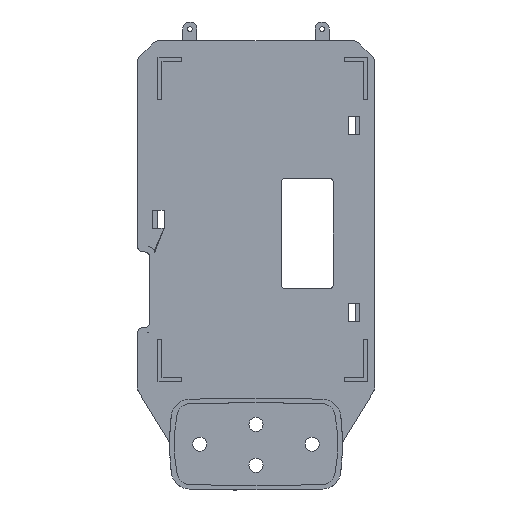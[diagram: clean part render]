
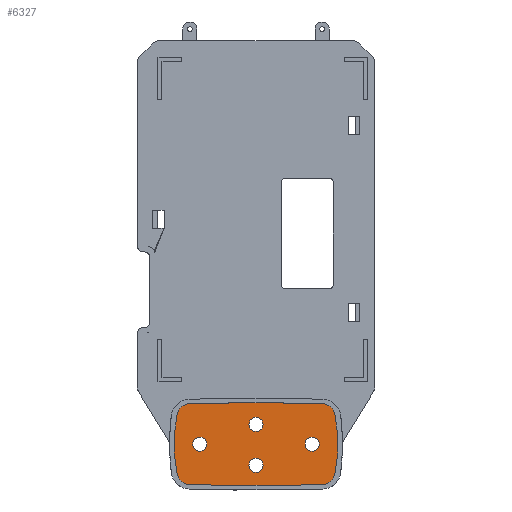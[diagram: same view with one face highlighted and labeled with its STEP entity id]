
A CAD part, top view. The second image highlights one B-rep face of the part: STEP entity #6327.
In plain terms, the highlighted planar face has unit normal (0, 0, 1).
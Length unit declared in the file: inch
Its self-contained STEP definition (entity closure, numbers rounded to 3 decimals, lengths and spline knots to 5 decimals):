
#103=FACE_BOUND('',#725,.T.);
#104=FACE_BOUND('',#726,.T.);
#105=FACE_BOUND('',#727,.T.);
#106=FACE_BOUND('',#728,.T.);
#137=PLANE('',#6831);
#328=FACE_OUTER_BOUND('',#724,.T.);
#724=EDGE_LOOP('',(#4434,#4435,#4436,#4437,#4438,#4439,#4440,#4441));
#725=EDGE_LOOP('',(#4442,#4443));
#726=EDGE_LOOP('',(#4444,#4445));
#727=EDGE_LOOP('',(#4446,#4447));
#728=EDGE_LOOP('',(#4448,#4449));
#2258=CIRCLE('',#6714,0.09375);
#2259=CIRCLE('',#6715,0.09375);
#2262=CIRCLE('',#6719,0.09375);
#2263=CIRCLE('',#6720,0.09375);
#2266=CIRCLE('',#6724,0.09375);
#2267=CIRCLE('',#6725,0.09375);
#2270=CIRCLE('',#6729,0.09375);
#2271=CIRCLE('',#6730,0.09375);
#2276=CIRCLE('',#6737,2.);
#2306=CIRCLE('',#6771,30.92357);
#2308=CIRCLE('',#6774,2.);
#2312=CIRCLE('',#6780,30.92357);
#2316=CIRCLE('',#6786,0.18);
#2318=CIRCLE('',#6789,0.18);
#2320=CIRCLE('',#6792,0.18);
#2322=CIRCLE('',#6795,0.18);
#2638=VERTEX_POINT('',#9613);
#2639=VERTEX_POINT('',#9615);
#2642=VERTEX_POINT('',#9623);
#2643=VERTEX_POINT('',#9625);
#2646=VERTEX_POINT('',#9633);
#2647=VERTEX_POINT('',#9635);
#2650=VERTEX_POINT('',#9643);
#2651=VERTEX_POINT('',#9645);
#2658=VERTEX_POINT('',#9663);
#2659=VERTEX_POINT('',#9664);
#2746=VERTEX_POINT('',#9843);
#2747=VERTEX_POINT('',#9845);
#2750=VERTEX_POINT('',#9852);
#2751=VERTEX_POINT('',#9854);
#2758=VERTEX_POINT('',#9870);
#2759=VERTEX_POINT('',#9872);
#3243=EDGE_CURVE('',#2638,#2639,#2258,.T.);
#3244=EDGE_CURVE('',#2639,#2638,#2259,.T.);
#3248=EDGE_CURVE('',#2642,#2643,#2262,.T.);
#3249=EDGE_CURVE('',#2643,#2642,#2263,.T.);
#3253=EDGE_CURVE('',#2646,#2647,#2266,.T.);
#3254=EDGE_CURVE('',#2647,#2646,#2267,.T.);
#3258=EDGE_CURVE('',#2650,#2651,#2270,.T.);
#3259=EDGE_CURVE('',#2651,#2650,#2271,.T.);
#3267=EDGE_CURVE('',#2658,#2659,#2276,.T.);
#3356=EDGE_CURVE('',#2746,#2747,#2306,.T.);
#3360=EDGE_CURVE('',#2751,#2750,#2308,.T.);
#3368=EDGE_CURVE('',#2758,#2759,#2312,.T.);
#3375=EDGE_CURVE('',#2759,#2750,#2316,.T.);
#3377=EDGE_CURVE('',#2751,#2746,#2318,.T.);
#3379=EDGE_CURVE('',#2747,#2659,#2320,.T.);
#3381=EDGE_CURVE('',#2658,#2758,#2322,.T.);
#4434=ORIENTED_EDGE('',*,*,#3267,.T.);
#4435=ORIENTED_EDGE('',*,*,#3379,.F.);
#4436=ORIENTED_EDGE('',*,*,#3356,.F.);
#4437=ORIENTED_EDGE('',*,*,#3377,.F.);
#4438=ORIENTED_EDGE('',*,*,#3360,.T.);
#4439=ORIENTED_EDGE('',*,*,#3375,.F.);
#4440=ORIENTED_EDGE('',*,*,#3368,.F.);
#4441=ORIENTED_EDGE('',*,*,#3381,.F.);
#4442=ORIENTED_EDGE('',*,*,#3244,.F.);
#4443=ORIENTED_EDGE('',*,*,#3243,.F.);
#4444=ORIENTED_EDGE('',*,*,#3249,.F.);
#4445=ORIENTED_EDGE('',*,*,#3248,.F.);
#4446=ORIENTED_EDGE('',*,*,#3254,.F.);
#4447=ORIENTED_EDGE('',*,*,#3253,.F.);
#4448=ORIENTED_EDGE('',*,*,#3259,.F.);
#4449=ORIENTED_EDGE('',*,*,#3258,.F.);
#6327=ADVANCED_FACE('',(#328,#103,#104,#105,#106),#137,.T.);
#6714=AXIS2_PLACEMENT_3D('',#9616,#7500,#7501);
#6715=AXIS2_PLACEMENT_3D('',#9617,#7502,#7503);
#6719=AXIS2_PLACEMENT_3D('',#9626,#7511,#7512);
#6720=AXIS2_PLACEMENT_3D('',#9627,#7513,#7514);
#6724=AXIS2_PLACEMENT_3D('',#9636,#7522,#7523);
#6725=AXIS2_PLACEMENT_3D('',#9637,#7524,#7525);
#6729=AXIS2_PLACEMENT_3D('',#9646,#7533,#7534);
#6730=AXIS2_PLACEMENT_3D('',#9647,#7535,#7536);
#6737=AXIS2_PLACEMENT_3D('',#9665,#7552,#7553);
#6771=AXIS2_PLACEMENT_3D('',#9846,#7679,#7680);
#6774=AXIS2_PLACEMENT_3D('',#9855,#7687,#7688);
#6780=AXIS2_PLACEMENT_3D('',#9873,#7703,#7704);
#6786=AXIS2_PLACEMENT_3D('',#9887,#7718,#7719);
#6789=AXIS2_PLACEMENT_3D('',#9890,#7724,#7725);
#6792=AXIS2_PLACEMENT_3D('',#9893,#7730,#7731);
#6795=AXIS2_PLACEMENT_3D('',#9896,#7736,#7737);
#6831=AXIS2_PLACEMENT_3D('',#10012,#7848,#7849);
#7500=DIRECTION('center_axis',(0.,0.,1.));
#7501=DIRECTION('ref_axis',(1.,0.,0.));
#7502=DIRECTION('center_axis',(0.,0.,1.));
#7503=DIRECTION('ref_axis',(1.,0.,0.));
#7511=DIRECTION('center_axis',(0.,0.,1.));
#7512=DIRECTION('ref_axis',(1.,0.,0.));
#7513=DIRECTION('center_axis',(0.,0.,1.));
#7514=DIRECTION('ref_axis',(1.,0.,0.));
#7522=DIRECTION('center_axis',(0.,0.,1.));
#7523=DIRECTION('ref_axis',(1.,0.,0.));
#7524=DIRECTION('center_axis',(0.,0.,1.));
#7525=DIRECTION('ref_axis',(1.,0.,0.));
#7533=DIRECTION('center_axis',(0.,0.,1.));
#7534=DIRECTION('ref_axis',(1.,0.,0.));
#7535=DIRECTION('center_axis',(0.,0.,1.));
#7536=DIRECTION('ref_axis',(1.,0.,0.));
#7552=DIRECTION('center_axis',(0.,0.,1.));
#7553=DIRECTION('ref_axis',(1.,0.,0.));
#7679=DIRECTION('center_axis',(0.,0.,-1.));
#7680=DIRECTION('ref_axis',(1.,0.,0.));
#7687=DIRECTION('center_axis',(0.,0.,1.));
#7688=DIRECTION('ref_axis',(1.,0.,0.));
#7703=DIRECTION('center_axis',(0.,0.,-1.));
#7704=DIRECTION('ref_axis',(1.,0.,0.));
#7718=DIRECTION('center_axis',(0.,0.,-1.));
#7719=DIRECTION('ref_axis',(1.,0.,0.));
#7724=DIRECTION('center_axis',(0.,0.,-1.));
#7725=DIRECTION('ref_axis',(1.,0.,0.));
#7730=DIRECTION('center_axis',(0.,0.,-1.));
#7731=DIRECTION('ref_axis',(1.,0.,0.));
#7736=DIRECTION('center_axis',(0.,0.,-1.));
#7737=DIRECTION('ref_axis',(1.,0.,0.));
#7848=DIRECTION('center_axis',(0.,0.,1.));
#7849=DIRECTION('ref_axis',(1.,0.,0.));
#9613=CARTESIAN_POINT('',(-0.09375,-2.11372,0.156));
#9615=CARTESIAN_POINT('',(0.09375,-2.11372,0.156));
#9616=CARTESIAN_POINT('Origin',(0.,-2.11372,
0.156));
#9617=CARTESIAN_POINT('Origin',(0.,-2.11372,
0.156));
#9623=CARTESIAN_POINT('',(-0.09375,-2.65572,0.156));
#9625=CARTESIAN_POINT('',(0.09375,-2.65572,0.156));
#9626=CARTESIAN_POINT('Origin',(0.,-2.65572,
0.156));
#9627=CARTESIAN_POINT('Origin',(0.,-2.65572,
0.156));
#9633=CARTESIAN_POINT('',(0.64925,-2.37504,0.156));
#9635=CARTESIAN_POINT('',(0.83675,-2.37504,0.156));
#9636=CARTESIAN_POINT('Origin',(0.743,-2.37504,0.156));
#9637=CARTESIAN_POINT('Origin',(0.743,-2.37504,0.156));
#9643=CARTESIAN_POINT('',(-0.83875,-2.37504,0.156));
#9645=CARTESIAN_POINT('',(-0.65125,-2.37504,0.156));
#9646=CARTESIAN_POINT('Origin',(-0.745,-2.37504,0.156));
#9647=CARTESIAN_POINT('Origin',(-0.745,-2.37504,0.156));
#9663=CARTESIAN_POINT('',(1.0464,-2.7661,0.156));
#9664=CARTESIAN_POINT('',(1.0464,-1.98399,0.156));
#9665=CARTESIAN_POINT('Origin',(-0.915,-2.37504,0.156));
#9843=CARTESIAN_POINT('',(-0.87496,-1.83925,0.156));
#9845=CARTESIAN_POINT('',(0.87496,-1.83925,0.156));
#9846=CARTESIAN_POINT('Origin',(0.,-32.75044,
0.156));
#9852=CARTESIAN_POINT('',(-1.0464,-2.7661,0.156));
#9854=CARTESIAN_POINT('',(-1.0464,-1.98399,0.156));
#9855=CARTESIAN_POINT('Origin',(0.915,-2.37504,0.156));
#9870=CARTESIAN_POINT('',(0.87496,-2.91083,0.156));
#9872=CARTESIAN_POINT('',(-0.87496,-2.91083,0.156));
#9873=CARTESIAN_POINT('Origin',(0.,28.00036,
0.156));
#9887=CARTESIAN_POINT('Origin',(-0.86987,-2.73091,0.156));
#9890=CARTESIAN_POINT('Origin',(-0.86987,-2.01918,0.156));
#9893=CARTESIAN_POINT('Origin',(0.86987,-2.01918,0.156));
#9896=CARTESIAN_POINT('Origin',(0.86987,-2.73091,0.156));
#10012=CARTESIAN_POINT('Origin',(0.,0.,0.156));
